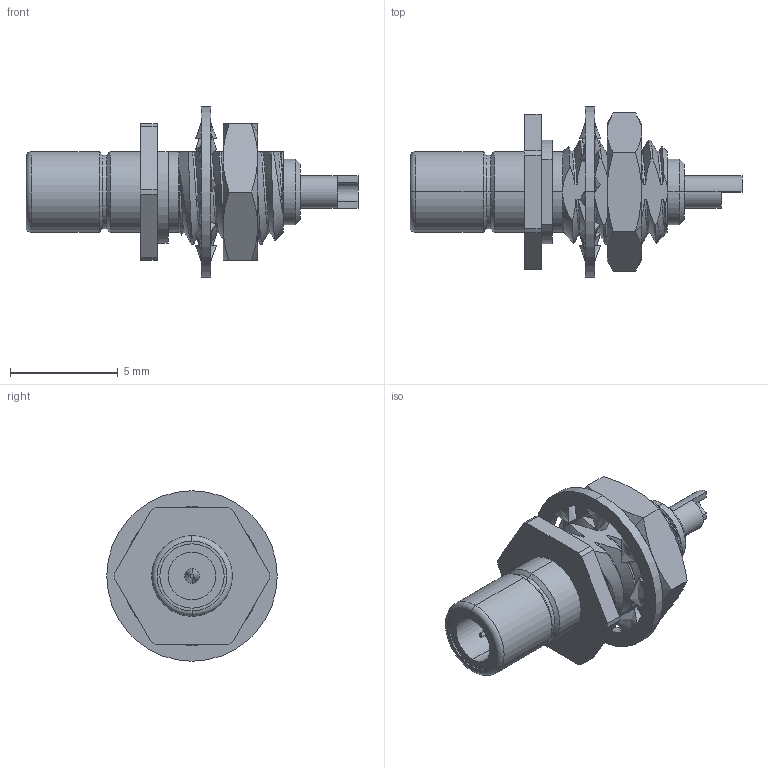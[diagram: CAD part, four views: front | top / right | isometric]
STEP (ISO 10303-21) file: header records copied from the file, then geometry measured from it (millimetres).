
FILE_DESCRIPTION (( 'STEP AP203' ), '1' );
FILE_NAME ('PE4170.step', '2018-09-19T22:15:33', ( '' ), ( '' ), 'SwSTEP 2.0', 'SolidWorks 2017', '' );
FILE_SCHEMA (( 'CONFIG_CONTROL_DESIGN' ));
Length unit declared in the file: inch
Products named in the file (1): PE4170
Bounding box: 15.39 x 7.9 x 7.9 mm (x, y, z)
Volume: 201.3 mm3; surface area: 501.1 mm2
Topology: 3 solids, 3 shells, 195 faces, 488 edges, 306 vertices
Faces by surface type: cylinder 65, bspline 56, plane 40, cone 32, torus 2
Entity records: 11740 total; most frequent: CARTESIAN_POINT 7557, ORIENTED_EDGE 976, DIRECTION 686, EDGE_CURVE 488, VERTEX_POINT 306, AXIS2_PLACEMENT_3D 263, EDGE_LOOP 206, ADVANCED_FACE 195
